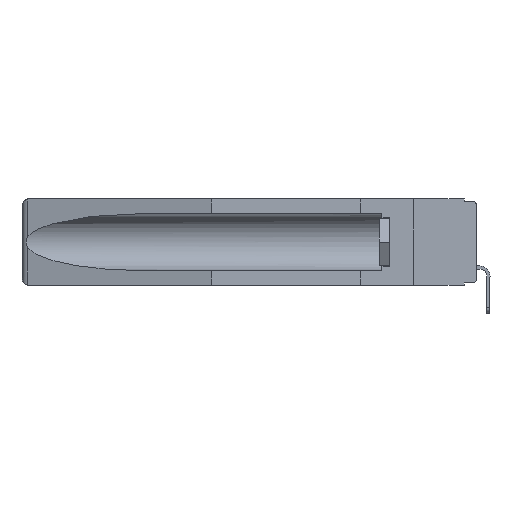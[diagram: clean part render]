
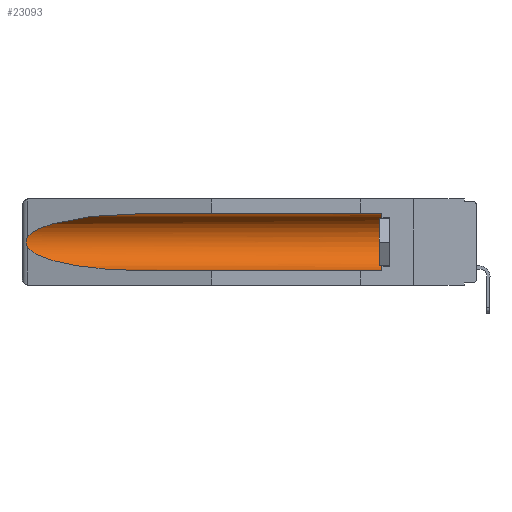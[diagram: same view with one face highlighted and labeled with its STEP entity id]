
A CAD part, left-side view. The second image highlights one B-rep face of the part: STEP entity #23093.
In plain terms, the highlighted cylindrical face has radius 2.857 mm (diameter 5.715 mm), a partial arc.
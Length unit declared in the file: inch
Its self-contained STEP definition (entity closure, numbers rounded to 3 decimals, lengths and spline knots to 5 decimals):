
#487 = CARTESIAN_POINT ( 'NONE',  ( 0.26537, 1.52718, -0.14972 ) ) ;
#1551 = ORIENTED_EDGE ( 'NONE', *, *, #13142, .T. ) ;
#1986 = CARTESIAN_POINT ( 'NONE',  ( 0.26537, 1.52718, -0.14972 ) ) ;
#2372 = ORIENTED_EDGE ( 'NONE', *, *, #21914, .T. ) ;
#2775 = CYLINDRICAL_SURFACE ( 'NONE', #6253, 0.1125 ) ;
#2803 = CARTESIAN_POINT ( 'NONE',  ( 0.25451, 1.48313, -0.09465 ) ) ;
#3911 = FACE_OUTER_BOUND ( 'NONE', #20765, .T. ) ;
#4168 = CARTESIAN_POINT ( 'NONE',  ( 0.155, 0.126, -0.059 ) ) ;
#4526 = CARTESIAN_POINT ( 'NONE',  ( 0.21114, 1.30732, -0.059 ) ) ;
#4651 = VERTEX_POINT ( 'NONE', #21889 ) ;
#4708 = DIRECTION ( 'NONE',  ( 0., 1., 0. ) ) ;
#5627 = CARTESIAN_POINT ( 'NONE',  ( 0.26537, 1.52718, -0.19328 ) ) ;
#6253 = AXIS2_PLACEMENT_3D ( 'NONE', #12528, #19822, #14339 ) ;
#6931 = CARTESIAN_POINT ( 'NONE',  ( 0.155, -0.30754, -0.284 ) ) ;
#6994 = CARTESIAN_POINT ( 'NONE',  ( 0.21114, 1.30732, -0.284 ) ) ;
#7057 = EDGE_CURVE ( 'NONE', #14287, #13012, #21438, .T. ) ;
#7462 = VERTEX_POINT ( 'NONE', #4168 ) ;
#7676 = DIRECTION ( 'NONE',  ( 0., 0., 1. ) ) ;
#8045 = VERTEX_POINT ( 'NONE', #20220 ) ;
#8821 = CARTESIAN_POINT ( 'NONE',  ( 0.155, 1.07973, -0.284 ) ) ;
#8981 =( BOUNDED_CURVE ( )  B_SPLINE_CURVE ( 3, ( #20606, #4526, #2803, #11984 ),
 .UNSPECIFIED., .F., .F. ) 
 B_SPLINE_CURVE_WITH_KNOTS ( ( 4, 4 ),
 ( 4.71239, 6.08839 ),
 .UNSPECIFIED. ) 
 CURVE ( )  GEOMETRIC_REPRESENTATION_ITEM ( )  RATIONAL_B_SPLINE_CURVE ( ( 1., 0.848, 0.848, 1. ) ) 
 REPRESENTATION_ITEM ( '' )  );
#9262 = CARTESIAN_POINT ( 'NONE',  ( 0.26654, 1.53092, -0.15636 ) ) ;
#9343 = CARTESIAN_POINT ( 'NONE',  ( 0.26655, 1.53094, -0.18657 ) ) ;
#9428 = CARTESIAN_POINT ( 'NONE',  ( 0.2675, 1.53308, -0.17534 ) ) ;
#9583 = CARTESIAN_POINT ( 'NONE',  ( 0.2675, 1.53308, -0.16763 ) ) ;
#9733 = VECTOR ( 'NONE', #4708, 39.37008 ) ;
#9759 = DIRECTION ( 'NONE',  ( 0., -1., 0. ) ) ;
#9994 = B_SPLINE_CURVE_WITH_KNOTS ( 'NONE', 3,
 ( #487, #21786, #9262, #21921, #9583, #9428, #22005, #9343, #16704, #5627 ),
 .UNSPECIFIED., .F., .F.,
 ( 4, 2, 2, 2, 4 ),
 ( 0., 0.00029, 0.00058, 0.00087, 0.00117 ),
 .UNSPECIFIED. ) ;
#10406 =( BOUNDED_CURVE ( )  B_SPLINE_CURVE ( 3, ( #14132, #17432, #6994, #14463 ),
 .UNSPECIFIED., .F., .F. ) 
 B_SPLINE_CURVE_WITH_KNOTS ( ( 4, 4 ),
 ( 0.1948, 1.5708 ),
 .UNSPECIFIED. ) 
 CURVE ( )  GEOMETRIC_REPRESENTATION_ITEM ( )  RATIONAL_B_SPLINE_CURVE ( ( 1., 0.848, 0.848, 1. ) ) 
 REPRESENTATION_ITEM ( '' )  );
#11984 = CARTESIAN_POINT ( 'NONE',  ( 0.26537, 1.52718, -0.14972 ) ) ;
#12528 = CARTESIAN_POINT ( 'NONE',  ( 0.155, -0.30754, -0.1715 ) ) ;
#13012 = VERTEX_POINT ( 'NONE', #8821 ) ;
#13142 = EDGE_CURVE ( 'NONE', #8045, #13012, #10406, .T. ) ;
#14132 = CARTESIAN_POINT ( 'NONE',  ( 0.26537, 1.52718, -0.19328 ) ) ;
#14237 = AXIS2_PLACEMENT_3D ( 'NONE', #20223, #9759, #7676 ) ;
#14287 = VERTEX_POINT ( 'NONE', #15392 ) ;
#14339 = DIRECTION ( 'NONE',  ( 0., 0., 1. ) ) ;
#14463 = CARTESIAN_POINT ( 'NONE',  ( 0.155, 1.07973, -0.284 ) ) ;
#15392 = CARTESIAN_POINT ( 'NONE',  ( 0.155, 0.126, -0.284 ) ) ;
#15652 = DIRECTION ( 'NONE',  ( 0., 1., 0. ) ) ;
#16704 = CARTESIAN_POINT ( 'NONE',  ( 0.26597, 1.5296, -0.19026 ) ) ;
#17432 = CARTESIAN_POINT ( 'NONE',  ( 0.25451, 1.48313, -0.24835 ) ) ;
#18764 = ORIENTED_EDGE ( 'NONE', *, *, #21789, .T. ) ;
#18912 = CARTESIAN_POINT ( 'NONE',  ( 0.155, -0.30754, -0.059 ) ) ;
#19219 = EDGE_CURVE ( 'NONE', #7462, #4651, #21175, .T. ) ;
#19822 = DIRECTION ( 'NONE',  ( 0., 1., 0. ) ) ;
#19941 = EDGE_CURVE ( 'NONE', #21046, #8045, #9994, .T. ) ;
#20220 = CARTESIAN_POINT ( 'NONE',  ( 0.26537, 1.52718, -0.19328 ) ) ;
#20223 = CARTESIAN_POINT ( 'NONE',  ( 0.155, 0.126, -0.1715 ) ) ;
#20329 = VECTOR ( 'NONE', #15652, 39.37008 ) ;
#20606 = CARTESIAN_POINT ( 'NONE',  ( 0.155, 1.07973, -0.059 ) ) ;
#20627 = ORIENTED_EDGE ( 'NONE', *, *, #7057, .F. ) ;
#20765 = EDGE_LOOP ( 'NONE', ( #2372, #21832, #1551, #20627, #18764, #23157 ) ) ;
#21046 = VERTEX_POINT ( 'NONE', #1986 ) ;
#21175 = LINE ( 'NONE', #18912, #9733 ) ;
#21348 = CIRCLE ( 'NONE', #14237, 0.1125 ) ;
#21438 = LINE ( 'NONE', #6931, #20329 ) ;
#21786 = CARTESIAN_POINT ( 'NONE',  ( 0.26597, 1.52961, -0.15275 ) ) ;
#21789 = EDGE_CURVE ( 'NONE', #14287, #7462, #21348, .T. ) ;
#21832 = ORIENTED_EDGE ( 'NONE', *, *, #19941, .T. ) ;
#21889 = CARTESIAN_POINT ( 'NONE',  ( 0.155, 1.07973, -0.059 ) ) ;
#21914 = EDGE_CURVE ( 'NONE', #4651, #21046, #8981, .T. ) ;
#21921 = CARTESIAN_POINT ( 'NONE',  ( 0.2673, 1.5327, -0.16383 ) ) ;
#22005 = CARTESIAN_POINT ( 'NONE',  ( 0.2673, 1.53269, -0.17917 ) ) ;
#23093 = ADVANCED_FACE ( 'NONE', ( #3911 ), #2775, .F. ) ;
#23157 = ORIENTED_EDGE ( 'NONE', *, *, #19219, .T. ) ;
